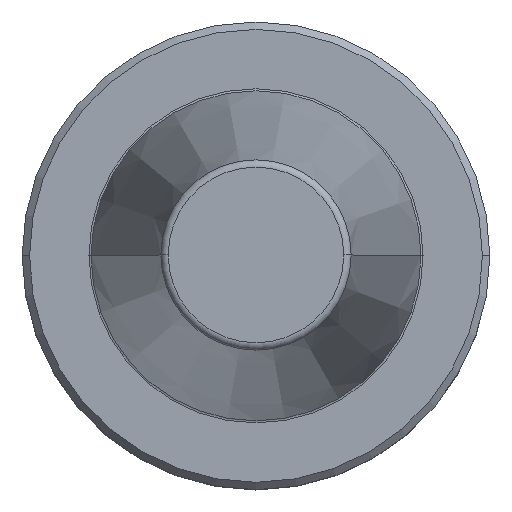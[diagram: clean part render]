
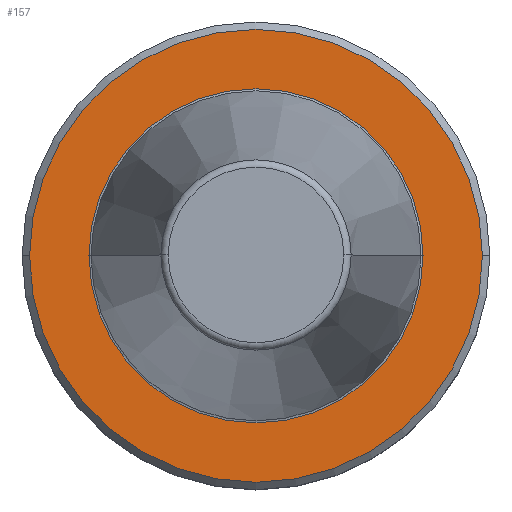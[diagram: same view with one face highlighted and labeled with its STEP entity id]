
A CAD part, top view. The second image highlights one B-rep face of the part: STEP entity #157.
In plain terms, the highlighted planar face has unit normal (0, 0, 1).
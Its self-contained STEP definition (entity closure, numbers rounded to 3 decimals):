
#1 = DIRECTION ( 'NONE',  ( 0., 0., -1. ) ) ;
#8 = AXIS2_PLACEMENT_3D ( 'NONE', #644, #176, #727 ) ;
#44 = FACE_OUTER_BOUND ( 'NONE', #643, .T. ) ;
#53 = VERTEX_POINT ( 'NONE', #572 ) ;
#140 = CARTESIAN_POINT ( 'NONE',  ( -30.5, 0., -67.4 ) ) ;
#153 = AXIS2_PLACEMENT_3D ( 'NONE', #743, #274, #827 ) ;
#155 = AXIS2_PLACEMENT_3D ( 'NONE', #956, #1, #562 ) ;
#157 = ADVANCED_FACE ( 'NONE', ( #503, #44 ), #883, .F. ) ;
#176 = DIRECTION ( 'NONE',  ( 0., 0., 1. ) ) ;
#223 = DIRECTION ( 'NONE',  ( 0., 0., 1. ) ) ;
#242 = CARTESIAN_POINT ( 'NONE',  ( 30.5, 0., -67.4 ) ) ;
#258 = CIRCLE ( 'NONE', #742, 22.5 ) ;
#274 = DIRECTION ( 'NONE',  ( 0., 0., 1. ) ) ;
#381 = CARTESIAN_POINT ( 'NONE',  ( 0., 0., -67.4 ) ) ;
#389 = EDGE_CURVE ( 'NONE', #918, #53, #894, .T. ) ;
#431 = VERTEX_POINT ( 'NONE', #242 ) ;
#455 = ORIENTED_EDGE ( 'NONE', *, *, #958, .T. ) ;
#456 = DIRECTION ( 'NONE',  ( 1., 0., 0. ) ) ;
#473 = EDGE_LOOP ( 'NONE', ( #571, #508 ) ) ;
#500 = AXIS2_PLACEMENT_3D ( 'NONE', #381, #968, #456 ) ;
#503 = FACE_BOUND ( 'NONE', #473, .T. ) ;
#508 = ORIENTED_EDGE ( 'NONE', *, *, #389, .F. ) ;
#562 = DIRECTION ( 'NONE',  ( -1., 0., 0. ) ) ;
#571 = ORIENTED_EDGE ( 'NONE', *, *, #767, .F. ) ;
#572 = CARTESIAN_POINT ( 'NONE',  ( 22.5, 0., -67.4 ) ) ;
#583 = EDGE_CURVE ( 'NONE', #939, #431, #994, .T. ) ;
#607 = CARTESIAN_POINT ( 'NONE',  ( -22.5, 0., -67.4 ) ) ;
#643 = EDGE_LOOP ( 'NONE', ( #985, #455 ) ) ;
#644 = CARTESIAN_POINT ( 'NONE',  ( 0., 0., -67.4 ) ) ;
#651 = CIRCLE ( 'NONE', #500, 30.5 ) ;
#699 = CARTESIAN_POINT ( 'NONE',  ( 0., 0., -67.4 ) ) ;
#727 = DIRECTION ( 'NONE',  ( 1., 0., 0. ) ) ;
#742 = AXIS2_PLACEMENT_3D ( 'NONE', #699, #223, #785 ) ;
#743 = CARTESIAN_POINT ( 'NONE',  ( 0., 0., -67.4 ) ) ;
#767 = EDGE_CURVE ( 'NONE', #53, #918, #258, .T. ) ;
#785 = DIRECTION ( 'NONE',  ( 1., 0., 0. ) ) ;
#827 = DIRECTION ( 'NONE',  ( 1., 0., 0. ) ) ;
#883 = PLANE ( 'NONE',  #155 ) ;
#894 = CIRCLE ( 'NONE', #153, 22.5 ) ;
#918 = VERTEX_POINT ( 'NONE', #607 ) ;
#939 = VERTEX_POINT ( 'NONE', #140 ) ;
#956 = CARTESIAN_POINT ( 'NONE',  ( 0., 0., -67.4 ) ) ;
#958 = EDGE_CURVE ( 'NONE', #431, #939, #651, .T. ) ;
#968 = DIRECTION ( 'NONE',  ( 0., 0., 1. ) ) ;
#985 = ORIENTED_EDGE ( 'NONE', *, *, #583, .T. ) ;
#994 = CIRCLE ( 'NONE', #8, 30.5 ) ;
